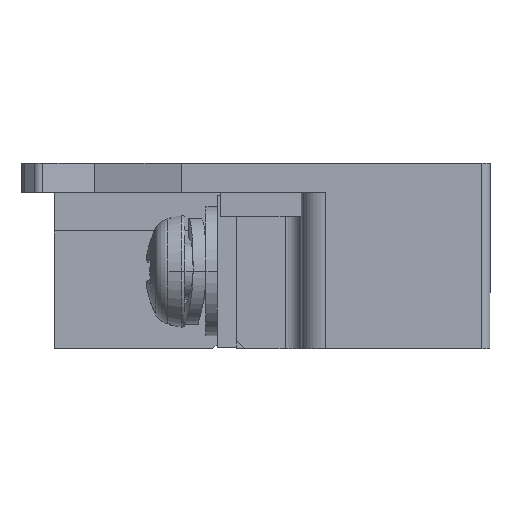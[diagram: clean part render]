
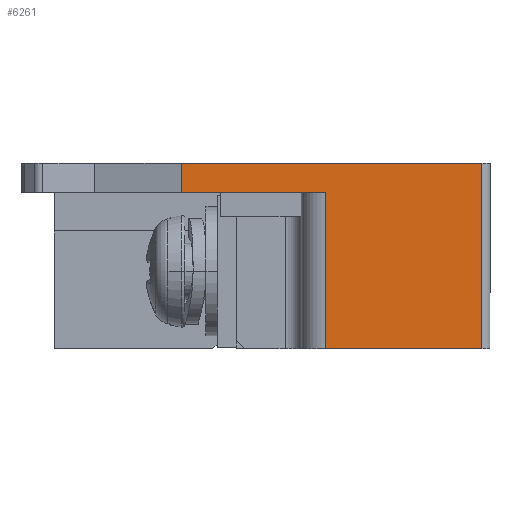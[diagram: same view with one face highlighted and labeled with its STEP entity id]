
A CAD part, left-side view. The second image highlights one B-rep face of the part: STEP entity #6261.
In plain terms, the highlighted planar face has unit normal (-1, 0, 0).
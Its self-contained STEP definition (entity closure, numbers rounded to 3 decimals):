
#1237=DIRECTION('',(0.,0.,1.));
#1238=VECTOR('',#1237,11.5);
#1239=CARTESIAN_POINT('',(-19.,-3.,0.));
#1240=LINE('',#1239,#1238);
#1245=DIRECTION('',(0.,1.,0.));
#1246=VECTOR('',#1245,9.7);
#1247=CARTESIAN_POINT('',(-19.,-3.,0.));
#1248=LINE('',#1247,#1246);
#1249=DIRECTION('',(0.,1.,0.));
#1250=VECTOR('',#1249,8.93);
#1251=CARTESIAN_POINT('',(-19.,6.7,9.7));
#1252=LINE('',#1251,#1250);
#1257=DIRECTION('',(0.,0.,-1.));
#1258=VECTOR('',#1257,9.7);
#1259=CARTESIAN_POINT('',(-19.,6.7,9.7));
#1260=LINE('',#1259,#1258);
#1566=DIRECTION('',(0.,1.,0.));
#1567=VECTOR('',#1566,18.63);
#1568=CARTESIAN_POINT('',(-19.,-3.,11.5));
#1569=LINE('',#1568,#1567);
#1735=DIRECTION('',(0.,0.,-1.));
#1736=VECTOR('',#1735,1.8);
#1737=CARTESIAN_POINT('',(-19.,15.63,11.5));
#1738=LINE('',#1737,#1736);
#3801=CARTESIAN_POINT('',(-19.,6.7,0.));
#3802=VERTEX_POINT('',#3801);
#3803=CARTESIAN_POINT('',(-19.,-3.,0.));
#3804=VERTEX_POINT('',#3803);
#3921=CARTESIAN_POINT('',(-19.,-3.,11.5));
#3922=VERTEX_POINT('',#3921);
#3923=CARTESIAN_POINT('',(-19.,15.63,11.5));
#3924=VERTEX_POINT('',#3923);
#4007=CARTESIAN_POINT('',(-19.,6.7,9.7));
#4008=VERTEX_POINT('',#4007);
#4009=CARTESIAN_POINT('',(-19.,15.63,9.7));
#4010=VERTEX_POINT('',#4009);
#6244=CARTESIAN_POINT('',(-19.,25.5,0.));
#6245=DIRECTION('',(-1.,0.,0.));
#6246=DIRECTION('',(0.,-1.,0.));
#6247=AXIS2_PLACEMENT_3D('',#6244,#6245,#6246);
#6248=PLANE('',#6247);
#6249=ORIENTED_EDGE('',*,*,#5695,.T.);
#6251=ORIENTED_EDGE('',*,*,#6250,.F.);
#6253=ORIENTED_EDGE('',*,*,#6252,.T.);
#6255=ORIENTED_EDGE('',*,*,#6254,.F.);
#6257=ORIENTED_EDGE('',*,*,#6256,.F.);
#6258=ORIENTED_EDGE('',*,*,#6236,.F.);
#6259=EDGE_LOOP('',(#6249,#6251,#6253,#6255,#6257,#6258));
#6260=FACE_OUTER_BOUND('',#6259,.F.);
#6261=ADVANCED_FACE('',(#6260),#6248,.T.);
#5695=EDGE_CURVE('',#3804,#3802,#1248,.T.);
#6236=EDGE_CURVE('',#3804,#3922,#1240,.T.);
#6250=EDGE_CURVE('',#4008,#3802,#1260,.T.);
#6252=EDGE_CURVE('',#4008,#4010,#1252,.T.);
#6254=EDGE_CURVE('',#3924,#4010,#1738,.T.);
#6256=EDGE_CURVE('',#3922,#3924,#1569,.T.);
